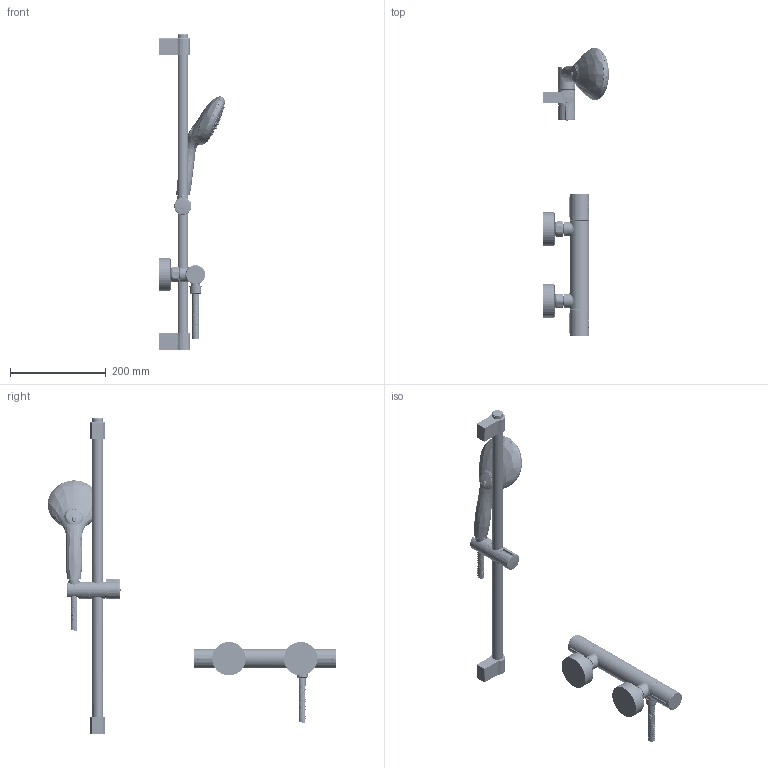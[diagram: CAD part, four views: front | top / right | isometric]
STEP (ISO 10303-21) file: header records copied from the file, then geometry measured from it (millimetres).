
FILE_DESCRIPTION(/* description */ ('Unknown'),/* implementation_level */ '2;1');
FILE_NAME(/* name */ '34768001',/* time_stamp */ '2023-01-14T21:06:57+06:00',/* author */ ('Unknown'),/* organization */ ('Unknown'),/* preprocessor_version */ 'ST-DEVELOPER v16.7',/* originating_system */ 'DEX',/* authorisation */ $);
FILE_SCHEMA (('AUTOMOTIVE_DESIGN {1 0 10303 214 3 1 1}'));
Length unit declared in the file: millimetre
Products named in the file (1): 34768001
Bounding box: 139.55 x 603.47 x 661.05 mm (x, y, z)
Volume: 717076.7 mm3; surface area: 449259.7 mm2
Topology: 35 solids, 43 shells, 10524 faces, 25721 edges, 14852 vertices
Faces by surface type: bspline 5320, cylinder 1808, plane 1456, torus 996, sphere 478, cone 466
Full cylindrical faces by diameter (mm): 0.83 x4, 1.7 x1, 2 x2, 2.8 x144, 3.7 x72, 4.1 x14, 4.3 x1, 8.3 x2, 10.8 x2, 12 x3, 12.2 x1, 12.35 x1, 12.4 x2, 12.55 x2, 13.5 x1, 14 x1, 14.2 x2, 14.7 x2, 14.9 x1, 15 x4, 15.1 x1, 15.6 x1, 16 x4, 16.2 x3, 16.4 x1, 17.5 x2, 17.996 x4, 18 x1, 18.2 x1, 18.4 x1
Entity records: 404890 total; most frequent: CARTESIAN_POINT 194103, ORIENTED_EDGE 46004, DIRECTION 31286, EDGE_CURVE 23002, VERTEX_POINT 13931, AXIS2_PLACEMENT_3D 13931, EDGE_LOOP 12311, FACE_BOUND 12311
